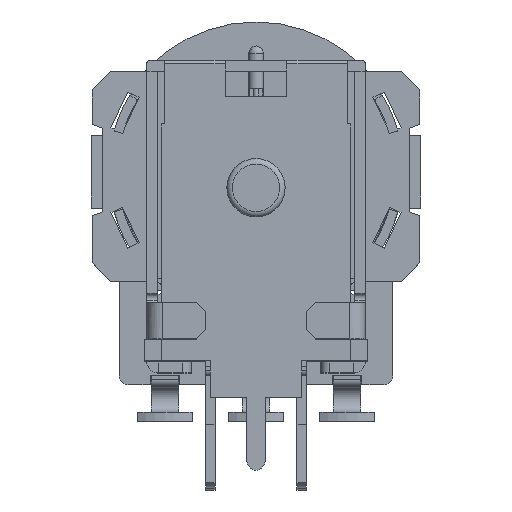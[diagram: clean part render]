
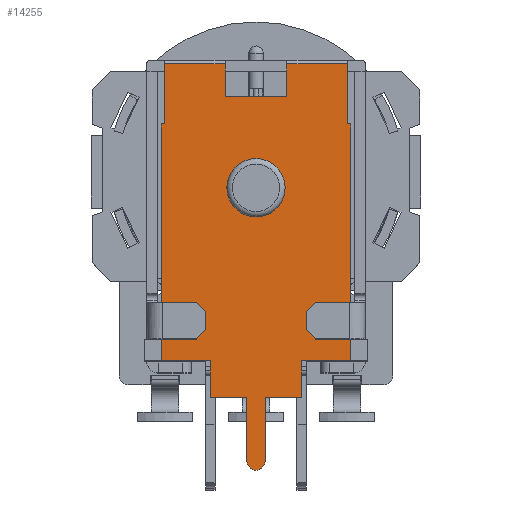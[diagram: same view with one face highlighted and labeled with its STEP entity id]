
A CAD part, top view. The second image highlights one B-rep face of the part: STEP entity #14255.
In plain terms, the highlighted planar face has unit normal (0, 0, 1).
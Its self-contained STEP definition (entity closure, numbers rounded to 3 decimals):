
#14076=CARTESIAN_POINT('',(0.,-2.276,15.35));
#14077=DIRECTION('',(0.0,0.0,1.0));
#14078=DIRECTION('',(1.0,0.0,0.0));
#14079=AXIS2_PLACEMENT_3D('',#14076,#14077,#14078);
#14080=PLANE('',#14079);
#14081=CARTESIAN_POINT('',(0.5,-16.,15.35));
#14082=VERTEX_POINT('',#14081);
#14083=CARTESIAN_POINT('',(0.5,-12.5,15.35));
#14084=VERTEX_POINT('',#14083);
#14085=CARTESIAN_POINT('',(0.5,-16.,15.35));
#14086=DIRECTION('',(0.0,1.0,0.0));
#14087=VECTOR('',#14086,3.5);
#14088=LINE('',#14085,#14087);
#14089=EDGE_CURVE('',#14082,#14084,#14088,.T.);
#14090=ORIENTED_EDGE('',*,*,#14089,.T.);
#14091=CARTESIAN_POINT('',(2.5,-12.5,15.35));
#14092=VERTEX_POINT('',#14091);
#14093=CARTESIAN_POINT('',(0.5,-12.5,15.35));
#14094=DIRECTION('',(1.0,0.0,0.0));
#14095=VECTOR('',#14094,2.);
#14096=LINE('',#14093,#14095);
#14097=EDGE_CURVE('',#14084,#14092,#14096,.T.);
#14098=ORIENTED_EDGE('',*,*,#14097,.T.);
#14099=CARTESIAN_POINT('',(2.5,-10.5,15.35));
#14100=VERTEX_POINT('',#14099);
#14101=CARTESIAN_POINT('',(2.5,-12.5,15.35));
#14102=DIRECTION('',(0.0,1.0,0.0));
#14103=VECTOR('',#14102,2.);
#14104=LINE('',#14101,#14103);
#14105=EDGE_CURVE('',#14092,#14100,#14104,.T.);
#14106=ORIENTED_EDGE('',*,*,#14105,.T.);
#14107=CARTESIAN_POINT('',(5.2,-10.5,15.35));
#14108=VERTEX_POINT('',#14107);
#14109=CARTESIAN_POINT('',(5.2,-10.5,15.35));
#14110=DIRECTION('',(-1.0,0.0,0.0));
#14111=VECTOR('',#14110,2.7);
#14112=LINE('',#14109,#14111);
#14113=EDGE_CURVE('',#14108,#14100,#14112,.T.);
#14114=ORIENTED_EDGE('',*,*,#14113,.F.);
#14115=CARTESIAN_POINT('',(5.2,2.5,15.35));
#14116=VERTEX_POINT('',#14115);
#14117=CARTESIAN_POINT('',(5.2,2.5,15.35));
#14118=DIRECTION('',(0.0,-1.0,0.0));
#14119=VECTOR('',#14118,13.);
#14120=LINE('',#14117,#14119);
#14121=EDGE_CURVE('',#14116,#14108,#14120,.T.);
#14122=ORIENTED_EDGE('',*,*,#14121,.F.);
#14123=CARTESIAN_POINT('',(5.,2.5,15.35));
#14124=VERTEX_POINT('',#14123);
#14125=CARTESIAN_POINT('',(5.,2.5,15.35));
#14126=DIRECTION('',(1.0,0.0,0.0));
#14127=VECTOR('',#14126,0.2);
#14128=LINE('',#14125,#14127);
#14129=EDGE_CURVE('',#14124,#14116,#14128,.T.);
#14130=ORIENTED_EDGE('',*,*,#14129,.F.);
#14131=CARTESIAN_POINT('',(5.,5.8,15.35));
#14132=VERTEX_POINT('',#14131);
#14133=CARTESIAN_POINT('',(5.,5.8,15.35));
#14134=DIRECTION('',(0.0,-1.0,0.0));
#14135=VECTOR('',#14134,3.3);
#14136=LINE('',#14133,#14135);
#14137=EDGE_CURVE('',#14132,#14124,#14136,.T.);
#14138=ORIENTED_EDGE('',*,*,#14137,.F.);
#14139=CARTESIAN_POINT('',(1.7,5.8,15.35));
#14140=VERTEX_POINT('',#14139);
#14141=CARTESIAN_POINT('',(1.7,5.8,15.35));
#14142=DIRECTION('',(1.0,0.0,0.0));
#14143=VECTOR('',#14142,3.3);
#14144=LINE('',#14141,#14143);
#14145=EDGE_CURVE('',#14140,#14132,#14144,.T.);
#14146=ORIENTED_EDGE('',*,*,#14145,.F.);
#14147=CARTESIAN_POINT('',(1.7,4.,15.35));
#14148=VERTEX_POINT('',#14147);
#14149=CARTESIAN_POINT('',(1.7,5.8,15.35));
#14150=DIRECTION('',(0.0,-1.0,0.0));
#14151=VECTOR('',#14150,1.8);
#14152=LINE('',#14149,#14151);
#14153=EDGE_CURVE('',#14140,#14148,#14152,.T.);
#14154=ORIENTED_EDGE('',*,*,#14153,.T.);
#14155=CARTESIAN_POINT('',(-1.7,4.0,15.35));
#14156=VERTEX_POINT('',#14155);
#14157=CARTESIAN_POINT('',(1.7,4.,15.35));
#14158=DIRECTION('',(-1.0,0.0,0.0));
#14159=VECTOR('',#14158,3.4);
#14160=LINE('',#14157,#14159);
#14161=EDGE_CURVE('',#14148,#14156,#14160,.T.);
#14162=ORIENTED_EDGE('',*,*,#14161,.T.);
#14163=CARTESIAN_POINT('',(-1.7,5.8,15.35));
#14164=VERTEX_POINT('',#14163);
#14165=CARTESIAN_POINT('',(-1.7,4.0,15.35));
#14166=DIRECTION('',(0.0,1.0,0.0));
#14167=VECTOR('',#14166,1.8);
#14168=LINE('',#14165,#14167);
#14169=EDGE_CURVE('',#14156,#14164,#14168,.T.);
#14170=ORIENTED_EDGE('',*,*,#14169,.T.);
#14171=CARTESIAN_POINT('',(-5.,5.8,15.35));
#14172=VERTEX_POINT('',#14171);
#14173=CARTESIAN_POINT('',(-5.,5.8,15.35));
#14174=DIRECTION('',(1.0,0.0,0.0));
#14175=VECTOR('',#14174,3.3);
#14176=LINE('',#14173,#14175);
#14177=EDGE_CURVE('',#14172,#14164,#14176,.T.);
#14178=ORIENTED_EDGE('',*,*,#14177,.F.);
#14179=CARTESIAN_POINT('',(-5.,2.5,15.35));
#14180=VERTEX_POINT('',#14179);
#14181=CARTESIAN_POINT('',(-5.,2.5,15.35));
#14182=DIRECTION('',(0.0,1.0,0.0));
#14183=VECTOR('',#14182,3.3);
#14184=LINE('',#14181,#14183);
#14185=EDGE_CURVE('',#14180,#14172,#14184,.T.);
#14186=ORIENTED_EDGE('',*,*,#14185,.F.);
#14187=CARTESIAN_POINT('',(-5.2,2.5,15.35));
#14188=VERTEX_POINT('',#14187);
#14189=CARTESIAN_POINT('',(-5.2,2.5,15.35));
#14190=DIRECTION('',(1.0,0.0,0.0));
#14191=VECTOR('',#14190,0.2);
#14192=LINE('',#14189,#14191);
#14193=EDGE_CURVE('',#14188,#14180,#14192,.T.);
#14194=ORIENTED_EDGE('',*,*,#14193,.F.);
#14195=CARTESIAN_POINT('',(-5.2,-10.5,15.35));
#14196=VERTEX_POINT('',#14195);
#14197=CARTESIAN_POINT('',(-5.2,-10.5,15.35));
#14198=DIRECTION('',(0.0,1.0,0.0));
#14199=VECTOR('',#14198,13.);
#14200=LINE('',#14197,#14199);
#14201=EDGE_CURVE('',#14196,#14188,#14200,.T.);
#14202=ORIENTED_EDGE('',*,*,#14201,.F.);
#14203=CARTESIAN_POINT('',(-2.5,-10.5,15.35));
#14204=VERTEX_POINT('',#14203);
#14205=CARTESIAN_POINT('',(-2.5,-10.5,15.35));
#14206=DIRECTION('',(-1.0,0.0,0.0));
#14207=VECTOR('',#14206,2.7);
#14208=LINE('',#14205,#14207);
#14209=EDGE_CURVE('',#14204,#14196,#14208,.T.);
#14210=ORIENTED_EDGE('',*,*,#14209,.F.);
#14211=CARTESIAN_POINT('',(-2.5,-12.5,15.35));
#14212=VERTEX_POINT('',#14211);
#14213=CARTESIAN_POINT('',(-2.5,-10.5,15.35));
#14214=DIRECTION('',(0.0,-1.0,0.0));
#14215=VECTOR('',#14214,2.0);
#14216=LINE('',#14213,#14215);
#14217=EDGE_CURVE('',#14204,#14212,#14216,.T.);
#14218=ORIENTED_EDGE('',*,*,#14217,.T.);
#14219=CARTESIAN_POINT('',(-0.5,-12.5,15.35));
#14220=VERTEX_POINT('',#14219);
#14221=CARTESIAN_POINT('',(-2.5,-12.5,15.35));
#14222=DIRECTION('',(1.0,0.0,0.0));
#14223=VECTOR('',#14222,2.);
#14224=LINE('',#14221,#14223);
#14225=EDGE_CURVE('',#14212,#14220,#14224,.T.);
#14226=ORIENTED_EDGE('',*,*,#14225,.T.);
#14227=CARTESIAN_POINT('',(-0.5,-16.,15.35));
#14228=VERTEX_POINT('',#14227);
#14229=CARTESIAN_POINT('',(-0.5,-12.5,15.35));
#14230=DIRECTION('',(0.0,-1.0,0.0));
#14231=VECTOR('',#14230,3.5);
#14232=LINE('',#14229,#14231);
#14233=EDGE_CURVE('',#14220,#14228,#14232,.T.);
#14234=ORIENTED_EDGE('',*,*,#14233,.T.);
#14235=CARTESIAN_POINT('',(0.,-16.,15.35));
#14236=DIRECTION('',(0.0,0.0,1.0));
#14237=DIRECTION('',(-1.0,0.0,0.0));
#14238=AXIS2_PLACEMENT_3D('',#14235,#14236,#14237);
#14239=CIRCLE('',#14238,0.5);
#14240=EDGE_CURVE('',#14228,#14082,#14239,.T.);
#14241=ORIENTED_EDGE('',*,*,#14240,.T.);
#14242=EDGE_LOOP('',(#14090,#14098,#14106,#14114,#14122,#14130,#14138,#14146,#14154,#14162,#14170,#14178,#14186,#14194,#14202,#14210,#14218,#14226,#14234,#14241));
#14243=FACE_OUTER_BOUND('',#14242,.T.);
#14244=CARTESIAN_POINT('',(1.6,-1.,15.35));
#14245=VERTEX_POINT('',#14244);
#14246=CARTESIAN_POINT('',(0.,-1.0,15.35));
#14247=DIRECTION('',(0.0,0.0,-1.0));
#14248=DIRECTION('',(-1.0,0.0,0.0));
#14249=AXIS2_PLACEMENT_3D('',#14246,#14247,#14248);
#14250=CIRCLE('',#14249,1.6);
#14251=EDGE_CURVE('',#14245,#14245,#14250,.T.);
#14252=ORIENTED_EDGE('',*,*,#14251,.T.);
#14253=EDGE_LOOP('',(#14252));
#14254=FACE_BOUND('',#14253,.T.);
#14255=ADVANCED_FACE('',(#14243,#14254),#14080,.T.);
